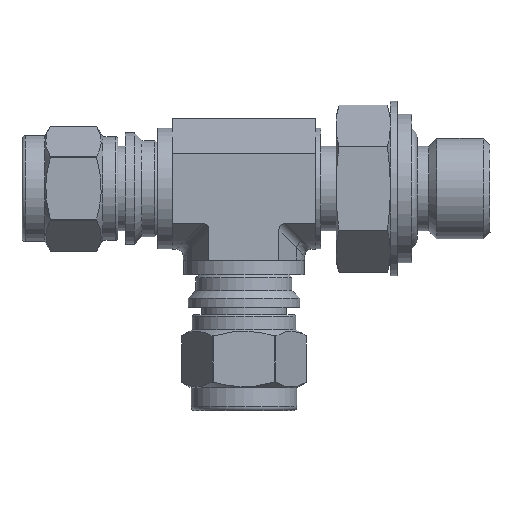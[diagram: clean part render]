
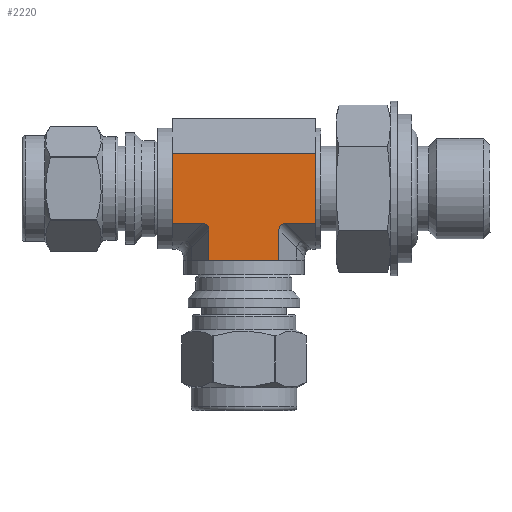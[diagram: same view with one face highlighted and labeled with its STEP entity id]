
A CAD part, top view. The second image highlights one B-rep face of the part: STEP entity #2220.
In plain terms, the highlighted planar face has unit normal (0, 0, 1).
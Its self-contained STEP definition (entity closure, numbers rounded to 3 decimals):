
#17=ELLIPSE('',#2453,1.291,1.);
#24=ELLIPSE('',#2471,1.291,1.);
#354=FACE_OUTER_BOUND('',#506,.T.);
#506=EDGE_LOOP('',(#1831,#1832,#1833,#1834,#1835,#1836,#1837,#1838,#1839,
#1840));
#637=LINE('',#3807,#774);
#645=LINE('',#3864,#782);
#650=LINE('',#3877,#787);
#651=LINE('',#3882,#788);
#652=LINE('',#3884,#789);
#653=LINE('',#3886,#790);
#654=LINE('',#3888,#791);
#655=LINE('',#3889,#792);
#774=VECTOR('',#2985,10.);
#782=VECTOR('',#3011,10.);
#787=VECTOR('',#3028,10.);
#788=VECTOR('',#3033,10.);
#789=VECTOR('',#3034,10.);
#790=VECTOR('',#3035,10.);
#791=VECTOR('',#3036,10.);
#792=VECTOR('',#3037,10.);
#1000=VERTEX_POINT('',#3746);
#1001=VERTEX_POINT('',#3747);
#1011=VERTEX_POINT('',#3806);
#1018=VERTEX_POINT('',#3854);
#1019=VERTEX_POINT('',#3856);
#1021=VERTEX_POINT('',#3862);
#1025=VERTEX_POINT('',#3881);
#1026=VERTEX_POINT('',#3883);
#1027=VERTEX_POINT('',#3885);
#1028=VERTEX_POINT('',#3887);
#1273=EDGE_CURVE('',#1000,#1001,#17,.T.);
#1288=EDGE_CURVE('',#1011,#1001,#637,.T.);
#1298=EDGE_CURVE('',#1018,#1019,#24,.T.);
#1302=EDGE_CURVE('',#1021,#1018,#645,.T.);
#1308=EDGE_CURVE('',#1021,#1011,#650,.T.);
#1310=EDGE_CURVE('',#1000,#1025,#651,.T.);
#1311=EDGE_CURVE('',#1026,#1025,#652,.T.);
#1312=EDGE_CURVE('',#1027,#1026,#653,.T.);
#1313=EDGE_CURVE('',#1027,#1028,#654,.T.);
#1314=EDGE_CURVE('',#1028,#1019,#655,.T.);
#1831=ORIENTED_EDGE('',*,*,#1310,.T.);
#1832=ORIENTED_EDGE('',*,*,#1311,.F.);
#1833=ORIENTED_EDGE('',*,*,#1312,.F.);
#1834=ORIENTED_EDGE('',*,*,#1313,.T.);
#1835=ORIENTED_EDGE('',*,*,#1314,.T.);
#1836=ORIENTED_EDGE('',*,*,#1298,.F.);
#1837=ORIENTED_EDGE('',*,*,#1302,.F.);
#1838=ORIENTED_EDGE('',*,*,#1308,.T.);
#1839=ORIENTED_EDGE('',*,*,#1288,.T.);
#1840=ORIENTED_EDGE('',*,*,#1273,.F.);
#2107=PLANE('',#2480);
#2220=ADVANCED_FACE('',(#354),#2107,.T.);
#2453=AXIS2_PLACEMENT_3D('',#3748,#2955,#2956);
#2471=AXIS2_PLACEMENT_3D('',#3857,#3004,#3005);
#2480=AXIS2_PLACEMENT_3D('',#3880,#3031,#3032);
#2955=DIRECTION('center_axis',(0.,0.,
1.));
#2956=DIRECTION('ref_axis',(-0.707,0.707,0.));
#2985=DIRECTION('',(0.,1.,0.));
#3004=DIRECTION('center_axis',(0.,0.,
1.));
#3005=DIRECTION('ref_axis',(0.707,0.707,0.));
#3011=DIRECTION('',(0.,1.,0.));
#3028=DIRECTION('',(1.,0.,0.));
#3031=DIRECTION('center_axis',(0.,0.,
1.));
#3032=DIRECTION('ref_axis',(0.,-1.,0.));
#3033=DIRECTION('',(1.,0.,0.));
#3034=DIRECTION('',(0.,-1.,0.));
#3035=DIRECTION('',(1.,0.,0.));
#3036=DIRECTION('',(0.,-1.,0.));
#3037=DIRECTION('',(1.,0.,0.));
#3746=CARTESIAN_POINT('',(5.456,-4.59,7.95));
#3747=CARTESIAN_POINT('',(4.59,-5.456,7.95));
#3748=CARTESIAN_POINT('Origin',(5.745,-5.745,7.95));
#3806=CARTESIAN_POINT('',(4.59,-9.4,7.95));
#3807=CARTESIAN_POINT('',(4.59,-9.4,7.95));
#3854=CARTESIAN_POINT('',(-4.59,-5.456,7.95));
#3856=CARTESIAN_POINT('',(-5.456,-4.59,7.95));
#3857=CARTESIAN_POINT('Origin',(-5.745,-5.745,7.95));
#3862=CARTESIAN_POINT('',(-4.59,-9.4,7.95));
#3864=CARTESIAN_POINT('',(-4.59,-9.4,7.95));
#3877=CARTESIAN_POINT('',(-4.59,-9.4,7.95));
#3880=CARTESIAN_POINT('Origin',(-9.4,4.59,7.95));
#3881=CARTESIAN_POINT('',(9.4,-4.59,7.95));
#3882=CARTESIAN_POINT('',(-9.4,-4.59,7.95));
#3883=CARTESIAN_POINT('',(9.4,4.59,7.95));
#3884=CARTESIAN_POINT('',(9.4,2.602,7.95));
#3885=CARTESIAN_POINT('',(-9.4,4.59,7.95));
#3886=CARTESIAN_POINT('',(-9.4,4.59,7.95));
#3887=CARTESIAN_POINT('',(-9.4,-4.59,7.95));
#3888=CARTESIAN_POINT('',(-9.4,4.59,7.95));
#3889=CARTESIAN_POINT('',(-9.4,-4.59,7.95));
